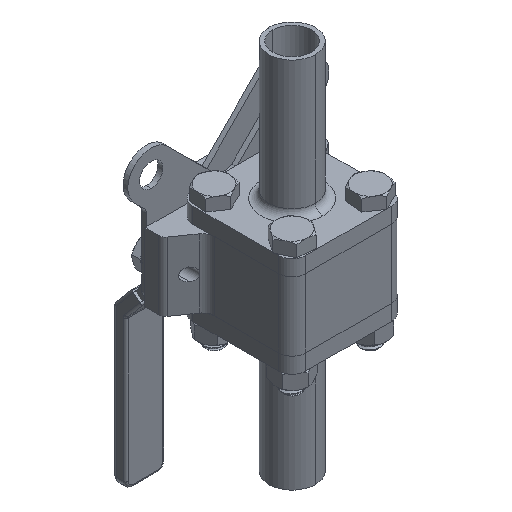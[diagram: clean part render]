
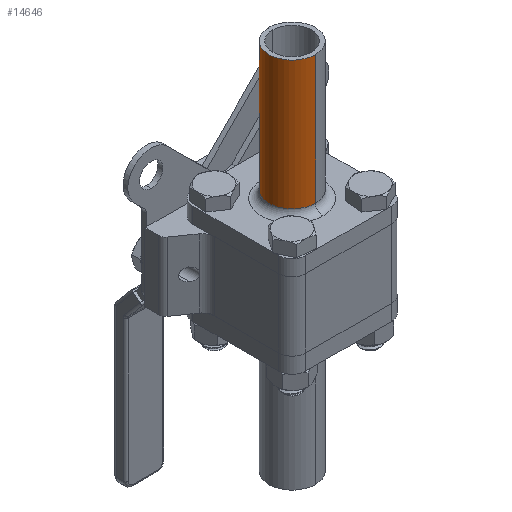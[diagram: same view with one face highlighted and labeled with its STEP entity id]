
A CAD part, isometric view. The second image highlights one B-rep face of the part: STEP entity #14646.
In plain terms, the highlighted cylindrical face has radius 9.525 mm (diameter 19.05 mm), a partial arc.
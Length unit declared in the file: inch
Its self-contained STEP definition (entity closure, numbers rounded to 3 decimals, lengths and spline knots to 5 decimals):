
#2664 = DIRECTION ( 'NONE',  ( 0., 0., 1. ) ) ;
#3406 = AXIS2_PLACEMENT_3D ( 'NONE', #87269, #32963, #97294 ) ;
#3724 = CARTESIAN_POINT ( 'NONE',  ( 0., 0.375, 2.98819 ) ) ;
#6138 = EDGE_CURVE ( 'NONE', #30971, #111561, #10758, .T. ) ;
#6788 = ORIENTED_EDGE ( 'NONE', *, *, #66079, .T. ) ;
#9739 = AXIS2_PLACEMENT_3D ( 'NONE', #11979, #90189, #81022 ) ;
#10758 = LINE ( 'NONE', #13768, #116668 ) ;
#11979 = CARTESIAN_POINT ( 'NONE',  ( 0., 0., 2.98819 ) ) ;
#13768 = CARTESIAN_POINT ( 'NONE',  ( 0., -0.375, 2.98819 ) ) ;
#14330 = EDGE_CURVE ( 'NONE', #75613, #41016, #71922, .T. ) ;
#14646 = ADVANCED_FACE ( 'NONE', ( #56271 ), #23271, .T. ) ;
#23271 = CYLINDRICAL_SURFACE ( 'NONE', #9739, 0.375 ) ;
#23554 = EDGE_CURVE ( 'NONE', #75613, #30971, #113056, .T. ) ;
#30971 = VERTEX_POINT ( 'NONE', #49488 ) ;
#31843 = CARTESIAN_POINT ( 'NONE',  ( 0., -0.375, 0.92126 ) ) ;
#32963 = DIRECTION ( 'NONE',  ( 0., 0., 1. ) ) ;
#38358 = CARTESIAN_POINT ( 'NONE',  ( 0., 0., 2.98819 ) ) ;
#39945 = DIRECTION ( 'NONE',  ( 0., -1., 0. ) ) ;
#41016 = VERTEX_POINT ( 'NONE', #65329 ) ;
#41396 = ORIENTED_EDGE ( 'NONE', *, *, #6138, .F. ) ;
#41939 = VECTOR ( 'NONE', #102395, 39.37008 ) ;
#45351 = ORIENTED_EDGE ( 'NONE', *, *, #14330, .T. ) ;
#49488 = CARTESIAN_POINT ( 'NONE',  ( 0., -0.375, 2.98819 ) ) ;
#56271 = FACE_OUTER_BOUND ( 'NONE', #95608, .T. ) ;
#65329 = CARTESIAN_POINT ( 'NONE',  ( 0., 0.375, 0.92126 ) ) ;
#66079 = EDGE_CURVE ( 'NONE', #41016, #111561, #117832, .T. ) ;
#71922 = LINE ( 'NONE', #75151, #41939 ) ;
#75151 = CARTESIAN_POINT ( 'NONE',  ( 0., 0.375, 2.98819 ) ) ;
#75613 = VERTEX_POINT ( 'NONE', #3724 ) ;
#81022 = DIRECTION ( 'NONE',  ( 0., 1., 0. ) ) ;
#86886 = DIRECTION ( 'NONE',  ( 0., 0., -1. ) ) ;
#87269 = CARTESIAN_POINT ( 'NONE',  ( 0., 0., 0.92126 ) ) ;
#90189 = DIRECTION ( 'NONE',  ( 0., 0., -1. ) ) ;
#95608 = EDGE_LOOP ( 'NONE', ( #41396, #101906, #45351, #6788 ) ) ;
#97294 = DIRECTION ( 'NONE',  ( 0., -1., 0. ) ) ;
#101906 = ORIENTED_EDGE ( 'NONE', *, *, #23554, .F. ) ;
#102395 = DIRECTION ( 'NONE',  ( 0., 0., -1. ) ) ;
#105925 = AXIS2_PLACEMENT_3D ( 'NONE', #38358, #2664, #39945 ) ;
#111561 = VERTEX_POINT ( 'NONE', #31843 ) ;
#113056 = CIRCLE ( 'NONE', #105925, 0.375 ) ;
#116668 = VECTOR ( 'NONE', #86886, 39.37008 ) ;
#117832 = CIRCLE ( 'NONE', #3406, 0.375 ) ;
